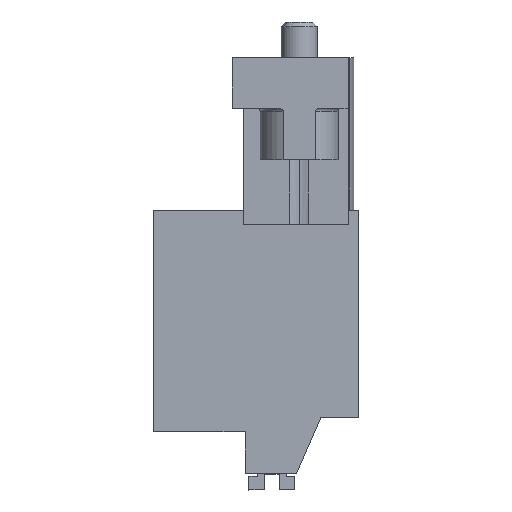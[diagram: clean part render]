
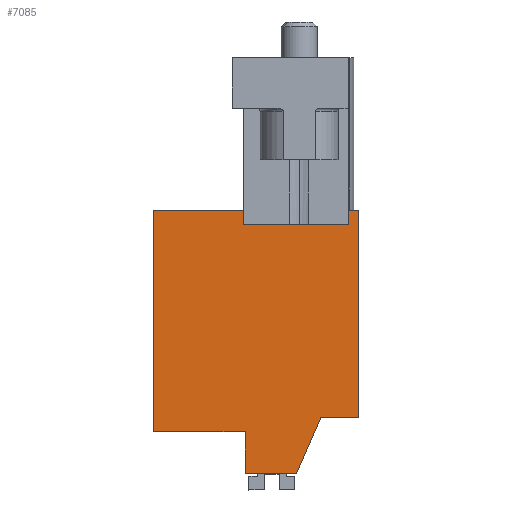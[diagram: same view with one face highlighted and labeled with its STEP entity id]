
A CAD part, left-side view. The second image highlights one B-rep face of the part: STEP entity #7085.
In plain terms, the highlighted planar face has unit normal (-1, 0, 0).
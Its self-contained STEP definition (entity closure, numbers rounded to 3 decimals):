
#7052=AXIS2_PLACEMENT_3D('Plane Axis2P3D',#7049,#7050,#7051) ;
#129=CARTESIAN_POINT('Vertex',(5.,7.85,4.043)) ;
#211=CARTESIAN_POINT('Vertex',(5.,7.85,1.143)) ;
#214=CARTESIAN_POINT('Line Origine',(5.,7.85,2.593)) ;
#323=CARTESIAN_POINT('Vertex',(5.,0.,5.043)) ;
#326=CARTESIAN_POINT('Line Origine',(5.,1.3,5.043)) ;
#330=CARTESIAN_POINT('Vertex',(5.,2.6,5.043)) ;
#604=CARTESIAN_POINT('Vertex',(5.,14.2,4.043)) ;
#612=CARTESIAN_POINT('Line Origine',(5.,11.025,4.043)) ;
#1023=CARTESIAN_POINT('Vertex',(5.,0.,19.383)) ;
#1026=CARTESIAN_POINT('Line Origine',(5.,0.,12.213)) ;
#1432=CARTESIAN_POINT('Vertex',(5.,14.2,19.383)) ;
#1435=CARTESIAN_POINT('Line Origine',(5.,14.2,11.713)) ;
#3144=CARTESIAN_POINT('Vertex',(5.,0.723,19.383)) ;
#3147=CARTESIAN_POINT('Line Origine',(5.,0.361,19.383)) ;
#3175=CARTESIAN_POINT('Vertex',(5.,7.968,19.383)) ;
#3178=CARTESIAN_POINT('Line Origine',(5.,11.084,19.383)) ;
#3226=CARTESIAN_POINT('Line Origine',(5.,7.968,18.883)) ;
#3230=CARTESIAN_POINT('Vertex',(5.,7.968,18.383)) ;
#7023=CARTESIAN_POINT('Line Origine',(5.,3.45,3.093)) ;
#7027=CARTESIAN_POINT('Vertex',(5.,4.3,1.143)) ;
#7049=CARTESIAN_POINT('Axis2P3D Location',(5.,6.8,19.383)) ;
#7054=CARTESIAN_POINT('Line Origine',(5.,6.075,1.143)) ;
#7059=CARTESIAN_POINT('Line Origine',(5.,0.723,18.883)) ;
#7063=CARTESIAN_POINT('Vertex',(5.,0.723,18.383)) ;
#7066=CARTESIAN_POINT('Line Origine',(5.,4.345,18.383)) ;
#215=DIRECTION('Vector Direction',(0.,0.,-1.)) ;
#327=DIRECTION('Vector Direction',(0.,-1.,0.)) ;
#613=DIRECTION('Vector Direction',(0.,-1.,0.)) ;
#1027=DIRECTION('Vector Direction',(0.,0.,1.)) ;
#1436=DIRECTION('Vector Direction',(0.,0.,-1.)) ;
#3148=DIRECTION('Vector Direction',(0.,1.,0.)) ;
#3179=DIRECTION('Vector Direction',(0.,1.,0.)) ;
#3227=DIRECTION('Vector Direction',(0.,0.,-1.)) ;
#7024=DIRECTION('Vector Direction',(0.,-0.4,0.917)) ;
#7050=DIRECTION('Axis2P3D Direction',(-1.,0.,0.)) ;
#7051=DIRECTION('Axis2P3D XDirection',(0.,1.,0.)) ;
#7055=DIRECTION('Vector Direction',(0.,-1.,0.)) ;
#7060=DIRECTION('Vector Direction',(0.,0.,-1.)) ;
#7067=DIRECTION('Vector Direction',(0.,-1.,0.)) ;
#216=VECTOR('Line Direction',#215,1.) ;
#328=VECTOR('Line Direction',#327,1.) ;
#614=VECTOR('Line Direction',#613,1.) ;
#1028=VECTOR('Line Direction',#1027,1.) ;
#1437=VECTOR('Line Direction',#1436,1.) ;
#3149=VECTOR('Line Direction',#3148,1.) ;
#3180=VECTOR('Line Direction',#3179,1.) ;
#3228=VECTOR('Line Direction',#3227,1.) ;
#7025=VECTOR('Line Direction',#7024,1.) ;
#7056=VECTOR('Line Direction',#7055,1.) ;
#7061=VECTOR('Line Direction',#7060,1.) ;
#7068=VECTOR('Line Direction',#7067,1.) ;
#7072=ORIENTED_EDGE('',*,*,#3182,.T.) ;
#7073=ORIENTED_EDGE('',*,*,#1439,.T.) ;
#7074=ORIENTED_EDGE('',*,*,#616,.T.) ;
#7075=ORIENTED_EDGE('',*,*,#218,.T.) ;
#7076=ORIENTED_EDGE('',*,*,#7058,.T.) ;
#7077=ORIENTED_EDGE('',*,*,#7029,.T.) ;
#7078=ORIENTED_EDGE('',*,*,#332,.T.) ;
#7079=ORIENTED_EDGE('',*,*,#1030,.T.) ;
#7080=ORIENTED_EDGE('',*,*,#3151,.T.) ;
#7081=ORIENTED_EDGE('',*,*,#7065,.T.) ;
#7082=ORIENTED_EDGE('',*,*,#7070,.F.) ;
#7083=ORIENTED_EDGE('',*,*,#3232,.T.) ;
#7085=ADVANCED_FACE('HOUSING',(#7084),#7053,.T.) ;
#218=EDGE_CURVE('',#130,#212,#217,.T.) ;
#332=EDGE_CURVE('',#331,#324,#329,.T.) ;
#616=EDGE_CURVE('',#605,#130,#615,.T.) ;
#1030=EDGE_CURVE('',#324,#1024,#1029,.T.) ;
#1439=EDGE_CURVE('',#1433,#605,#1438,.T.) ;
#3151=EDGE_CURVE('',#1024,#3145,#3150,.T.) ;
#3182=EDGE_CURVE('',#3176,#1433,#3181,.T.) ;
#3232=EDGE_CURVE('',#3231,#3176,#3229,.F.) ;
#7029=EDGE_CURVE('',#7028,#331,#7026,.T.) ;
#7058=EDGE_CURVE('',#212,#7028,#7057,.T.) ;
#7065=EDGE_CURVE('',#3145,#7064,#7062,.T.) ;
#7070=EDGE_CURVE('',#3231,#7064,#7069,.T.) ;
#7071=EDGE_LOOP('',(#7072,#7073,#7074,#7075,#7076,#7077,#7078,#7079,#7080,#7081,#7082,#7083)) ;
#7084=FACE_OUTER_BOUND('',#7071,.T.) ;
#217=LINE('Line',#214,#216) ;
#329=LINE('Line',#326,#328) ;
#615=LINE('Line',#612,#614) ;
#1029=LINE('Line',#1026,#1028) ;
#1438=LINE('Line',#1435,#1437) ;
#3150=LINE('Line',#3147,#3149) ;
#3181=LINE('Line',#3178,#3180) ;
#3229=LINE('Line',#3226,#3228) ;
#7026=LINE('Line',#7023,#7025) ;
#7057=LINE('Line',#7054,#7056) ;
#7062=LINE('Line',#7059,#7061) ;
#7069=LINE('Line',#7066,#7068) ;
#7053=PLANE('',#7052) ;
#130=VERTEX_POINT('',#129) ;
#212=VERTEX_POINT('',#211) ;
#324=VERTEX_POINT('',#323) ;
#331=VERTEX_POINT('',#330) ;
#605=VERTEX_POINT('',#604) ;
#1024=VERTEX_POINT('',#1023) ;
#1433=VERTEX_POINT('',#1432) ;
#3145=VERTEX_POINT('',#3144) ;
#3176=VERTEX_POINT('',#3175) ;
#3231=VERTEX_POINT('',#3230) ;
#7028=VERTEX_POINT('',#7027) ;
#7064=VERTEX_POINT('',#7063) ;
